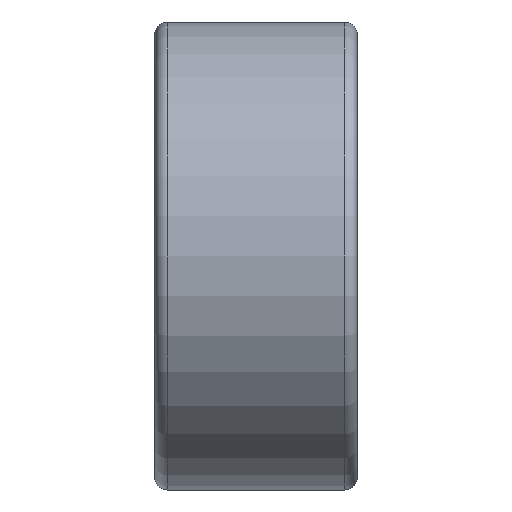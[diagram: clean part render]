
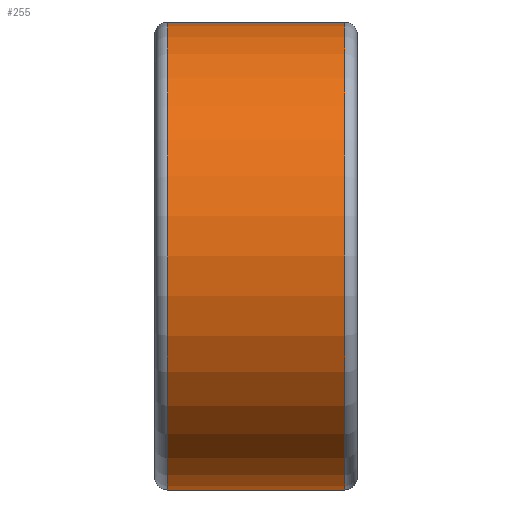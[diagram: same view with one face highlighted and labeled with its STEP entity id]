
A CAD part, left-side view. The second image highlights one B-rep face of the part: STEP entity #255.
In plain terms, the highlighted cylindrical face has radius 3.7 mm (diameter 7.4 mm), a partial arc.
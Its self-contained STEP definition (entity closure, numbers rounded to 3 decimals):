
#32 = CARTESIAN_POINT ( 'NONE',  ( 0., 1.4, 0. ) ) ;
#58 = CARTESIAN_POINT ( 'NONE',  ( 0., 1.6, 0. ) ) ;
#105 = CIRCLE ( 'NONE', #175, 3.7 ) ;
#117 = DIRECTION ( 'NONE',  ( 0., -1., 0. ) ) ;
#154 = VERTEX_POINT ( 'NONE', #339 ) ;
#175 = AXIS2_PLACEMENT_3D ( 'NONE', #337, #918, #498 ) ;
#193 = VECTOR ( 'NONE', #117, 1000. ) ;
#239 = ORIENTED_EDGE ( 'NONE', *, *, #367, .T. ) ;
#251 = VERTEX_POINT ( 'NONE', #302 ) ;
#255 = ADVANCED_FACE ( 'NONE', ( #640 ), #797, .T. ) ;
#258 = EDGE_LOOP ( 'NONE', ( #761, #239, #947, #396 ) ) ;
#302 = CARTESIAN_POINT ( 'NONE',  ( 1.807, 1.4, -3.229 ) ) ;
#337 = CARTESIAN_POINT ( 'NONE',  ( 0., -1.4, 0. ) ) ;
#339 = CARTESIAN_POINT ( 'NONE',  ( 1.807, -1.4, -3.229 ) ) ;
#367 = EDGE_CURVE ( 'NONE', #154, #633, #105, .T. ) ;
#369 = DIRECTION ( 'NONE',  ( 0., 0., -1. ) ) ;
#387 = DIRECTION ( 'NONE',  ( 0., -1., 0. ) ) ;
#396 = ORIENTED_EDGE ( 'NONE', *, *, #532, .T. ) ;
#407 = VERTEX_POINT ( 'NONE', #575 ) ;
#433 = AXIS2_PLACEMENT_3D ( 'NONE', #32, #851, #1031 ) ;
#461 = EDGE_CURVE ( 'NONE', #251, #154, #908, .T. ) ;
#498 = DIRECTION ( 'NONE',  ( 0., 0., 1. ) ) ;
#521 = CARTESIAN_POINT ( 'NONE',  ( 1.807, 1.6, -3.229 ) ) ;
#532 = EDGE_CURVE ( 'NONE', #407, #251, #706, .T. ) ;
#544 = AXIS2_PLACEMENT_3D ( 'NONE', #58, #387, #369 ) ;
#557 = CARTESIAN_POINT ( 'NONE',  ( 1.807, -1.4, 3.229 ) ) ;
#575 = CARTESIAN_POINT ( 'NONE',  ( 1.807, 1.4, 3.229 ) ) ;
#633 = VERTEX_POINT ( 'NONE', #557 ) ;
#640 = FACE_OUTER_BOUND ( 'NONE', #258, .T. ) ;
#706 = CIRCLE ( 'NONE', #433, 3.7 ) ;
#761 = ORIENTED_EDGE ( 'NONE', *, *, #461, .T. ) ;
#777 = LINE ( 'NONE', #930, #193 ) ;
#797 = CYLINDRICAL_SURFACE ( 'NONE', #544, 3.7 ) ;
#798 = VECTOR ( 'NONE', #1023, 1000. ) ;
#851 = DIRECTION ( 'NONE',  ( 0., -1., 0. ) ) ;
#884 = EDGE_CURVE ( 'NONE', #407, #633, #777, .T. ) ;
#908 = LINE ( 'NONE', #521, #798 ) ;
#918 = DIRECTION ( 'NONE',  ( 0., 1., 0. ) ) ;
#930 = CARTESIAN_POINT ( 'NONE',  ( 1.807, 1.6, 3.229 ) ) ;
#947 = ORIENTED_EDGE ( 'NONE', *, *, #884, .F. ) ;
#1023 = DIRECTION ( 'NONE',  ( 0., -1., 0. ) ) ;
#1031 = DIRECTION ( 'NONE',  ( 0., 0., 1. ) ) ;
